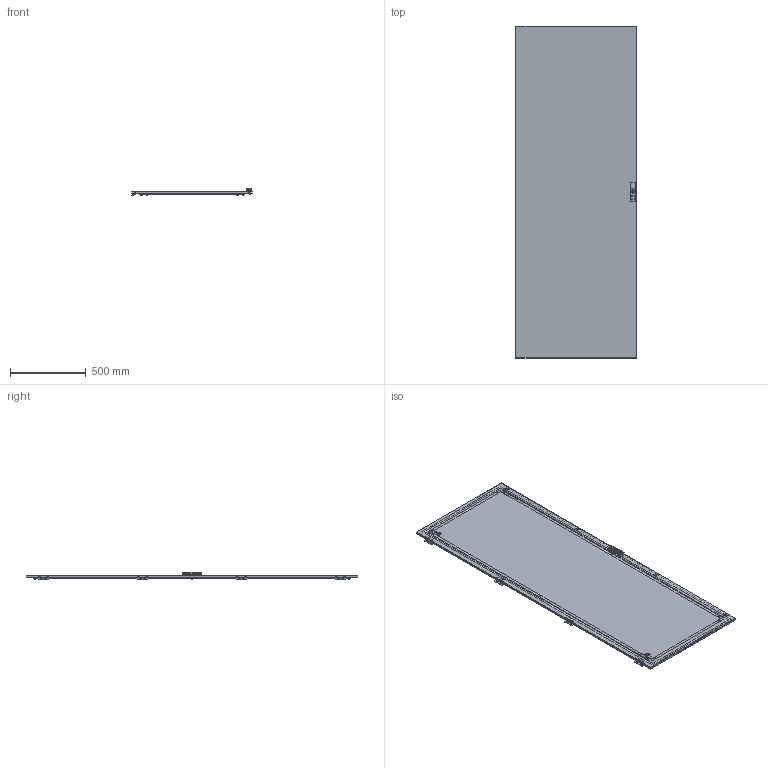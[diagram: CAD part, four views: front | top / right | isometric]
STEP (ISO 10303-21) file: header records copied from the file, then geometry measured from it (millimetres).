
FILE_DESCRIPTION (( 'STEP AP214' ), '1' );
FILE_NAME ('YKM40D-FO-DM-220-080 FORMAT Äâåðü ìåòàë. 2200õ800 IEK.STEP', '2024-09-25T12:02:53', ( '' ), ( '' ), 'SwSTEP 2.0', 'SolidWorks 2022', '' );
FILE_SCHEMA (( 'AUTOMOTIVE_DESIGN' ));
Length unit declared in the file: millimetre
Products named in the file (1): YKM40D-FO-DM-220-080 FORMAT Дверь метал. 2200х800 IEK
Bounding box: 797.88 x 2190 x 49.51 mm (x, y, z)
Volume: 4776630.1 mm3; surface area: 4456258.9 mm2
Topology: 19 solids, 62 shells, 3687 faces, 9905 edges, 6426 vertices
Faces by surface type: plane 2264, cylinder 1140, cone 172, torus 55, bspline 30, sphere 26
Entity records: 142227 total; most frequent: CARTESIAN_POINT 26014, ORIENTED_EDGE 19764, DIRECTION 19297, EDGE_CURVE 9882, LINE 6859, VECTOR 6859, VERTEX_POINT 6421, AXIS2_PLACEMENT_3D 6219
